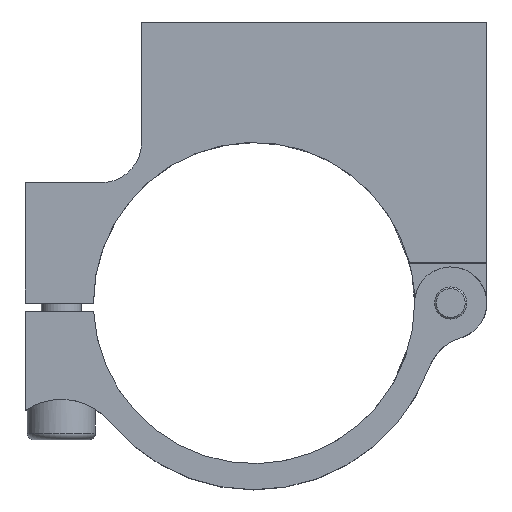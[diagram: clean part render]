
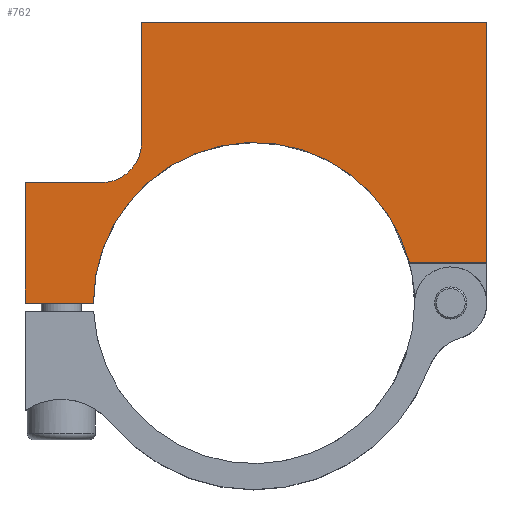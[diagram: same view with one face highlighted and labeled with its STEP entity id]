
A CAD part, top view. The second image highlights one B-rep face of the part: STEP entity #762.
In plain terms, the highlighted planar face has unit normal (0, 0, 1).
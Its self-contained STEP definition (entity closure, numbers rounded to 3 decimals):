
#73=FACE_OUTER_BOUND('',#118,.T.);
#118=EDGE_LOOP('',(#643,#644,#645,#646,#647,#648,#649,#650,#651));
#161=LINE('',#1247,#230);
#165=LINE('',#1256,#234);
#169=LINE('',#1265,#238);
#182=LINE('',#1295,#251);
#184=LINE('',#1302,#253);
#187=LINE('',#1307,#256);
#188=LINE('',#1311,#257);
#230=VECTOR('',#997,1000.);
#234=VECTOR('',#1003,1000.);
#238=VECTOR('',#1009,1000.);
#251=VECTOR('',#1042,1000.);
#253=VECTOR('',#1050,1000.);
#256=VECTOR('',#1055,1000.);
#257=VECTOR('',#1062,1000.);
#285=CIRCLE('',#849,20.);
#286=CIRCLE('',#853,5.);
#333=VERTEX_POINT('',#1244);
#334=VERTEX_POINT('',#1246);
#337=VERTEX_POINT('',#1253);
#338=VERTEX_POINT('',#1255);
#341=VERTEX_POINT('',#1262);
#342=VERTEX_POINT('',#1264);
#350=VERTEX_POINT('',#1297);
#351=VERTEX_POINT('',#1301);
#352=VERTEX_POINT('',#1305);
#420=EDGE_CURVE('',#334,#333,#161,.T.);
#424=EDGE_CURVE('',#338,#337,#165,.T.);
#428=EDGE_CURVE('',#342,#341,#169,.T.);
#445=EDGE_CURVE('',#341,#338,#182,.T.);
#447=EDGE_CURVE('',#337,#350,#285,.T.);
#448=EDGE_CURVE('',#351,#334,#184,.T.);
#451=EDGE_CURVE('',#333,#352,#187,.T.);
#452=EDGE_CURVE('',#352,#342,#286,.T.);
#453=EDGE_CURVE('',#351,#350,#188,.T.);
#643=ORIENTED_EDGE('',*,*,#447,.T.);
#644=ORIENTED_EDGE('',*,*,#453,.F.);
#645=ORIENTED_EDGE('',*,*,#448,.T.);
#646=ORIENTED_EDGE('',*,*,#420,.T.);
#647=ORIENTED_EDGE('',*,*,#451,.T.);
#648=ORIENTED_EDGE('',*,*,#452,.T.);
#649=ORIENTED_EDGE('',*,*,#428,.T.);
#650=ORIENTED_EDGE('',*,*,#445,.T.);
#651=ORIENTED_EDGE('',*,*,#424,.T.);
#681=PLANE('',#854);
#762=ADVANCED_FACE('',(#73),#681,.F.);
#849=AXIS2_PLACEMENT_3D('',#1299,#1046,#1047);
#853=AXIS2_PLACEMENT_3D('',#1309,#1058,#1059);
#854=AXIS2_PLACEMENT_3D('',#1310,#1060,#1061);
#997=DIRECTION('',(-1.,0.,0.));
#1003=DIRECTION('',(1.,0.,0.));
#1009=DIRECTION('',(-1.,0.,0.));
#1042=DIRECTION('',(0.,-1.,0.));
#1046=DIRECTION('center_axis',(0.,0.,-1.));
#1047=DIRECTION('ref_axis',(-1.,0.,0.));
#1050=DIRECTION('',(0.,1.,0.));
#1055=DIRECTION('',(0.,-1.,0.));
#1058=DIRECTION('center_axis',(0.,0.,-1.));
#1059=DIRECTION('ref_axis',(-1.,0.,0.));
#1060=DIRECTION('center_axis',(0.,0.,-1.));
#1061=DIRECTION('ref_axis',(-1.,0.,0.));
#1062=DIRECTION('',(-1.,0.,0.));
#1244=CARTESIAN_POINT('',(-14.,35.,18.));
#1246=CARTESIAN_POINT('',(29.,35.,18.));
#1247=CARTESIAN_POINT('',(29.,35.,18.));
#1253=CARTESIAN_POINT('',(-20.,0.,18.));
#1255=CARTESIAN_POINT('',(-28.5,0.,18.));
#1256=CARTESIAN_POINT('',(-28.5,0.,18.));
#1262=CARTESIAN_POINT('',(-28.5,15.,18.));
#1264=CARTESIAN_POINT('',(-19.,15.,18.));
#1265=CARTESIAN_POINT('',(-19.,15.,18.));
#1295=CARTESIAN_POINT('',(-28.5,15.,18.));
#1297=CARTESIAN_POINT('',(19.365,5.,18.));
#1299=CARTESIAN_POINT('Origin',(0.,0.,18.));
#1301=CARTESIAN_POINT('',(29.,5.,18.));
#1302=CARTESIAN_POINT('',(29.,0.,18.));
#1305=CARTESIAN_POINT('',(-14.,20.,18.));
#1307=CARTESIAN_POINT('',(-14.,35.,18.));
#1309=CARTESIAN_POINT('Origin',(-19.,20.,18.));
#1310=CARTESIAN_POINT('Origin',(0.,0.,18.));
#1311=CARTESIAN_POINT('',(29.617,5.,18.));
